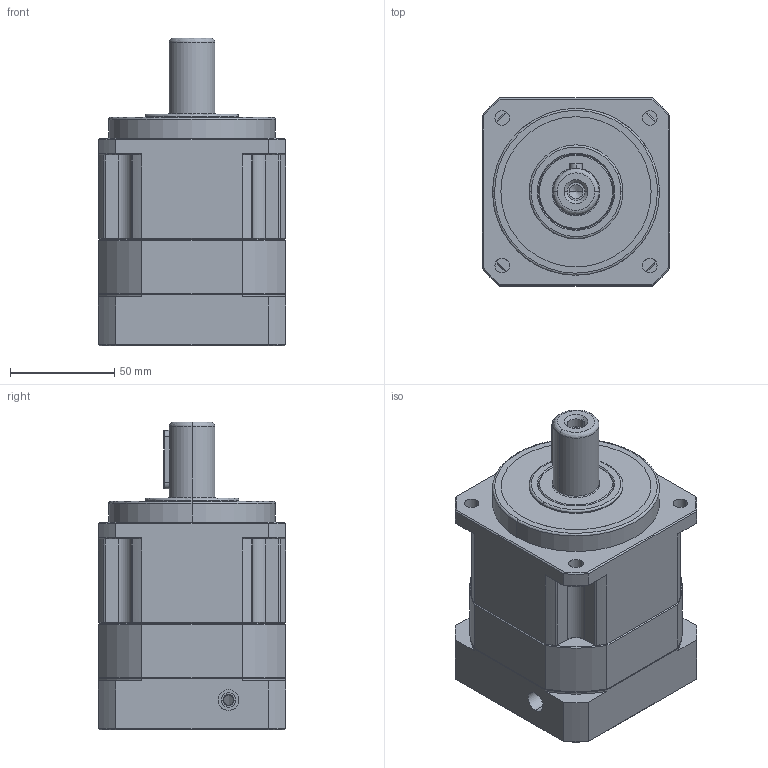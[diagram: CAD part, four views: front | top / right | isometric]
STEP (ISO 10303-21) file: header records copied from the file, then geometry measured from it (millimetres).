
FILE_DESCRIPTION (( 'STEP AP214' ), '1' );
FILE_NAME ('SB090-L1-19-80-100M6.STEP', '2021-12-18T05:18:44', ( 'admin' ), ( '' ), 'SwSTEP 2.0', 'SolidWorks 2013', '' );
FILE_SCHEMA (( 'AUTOMOTIVE_DESIGN' ));
Length unit declared in the file: millimetre
Products named in the file (4): SB090-L1-19-80-100M6; SB090-80-100M6; SB090_X2_58F34F537AEF_X0_-19; SB090_X2_8F9351FA7AEF_X0_
Assembly tree (3 placements, depth 2):
  SB090-L1-19-80-100M6
    SB090_X2_8F9351FA7AEF_X0_
    SB090_X2_58F34F537AEF_X0_-19
    SB090-80-100M6
Bounding box: 90 x 90 x 147.5 mm (x, y, z)
Volume: 726125.3 mm3; surface area: 100087.7 mm2
Topology: 3 solids, 3 shells, 327 faces, 826 edges, 507 vertices
Faces by surface type: cylinder 125, plane 101, cone 87, bspline 14
Entity records: 14409 total; most frequent: CARTESIAN_POINT 2905, DIRECTION 1656, ORIENTED_EDGE 1616, EDGE_CURVE 808, AXIS2_PLACEMENT_3D 660, VERTEX_POINT 507, EDGE_LOOP 377, CIRCLE 341
